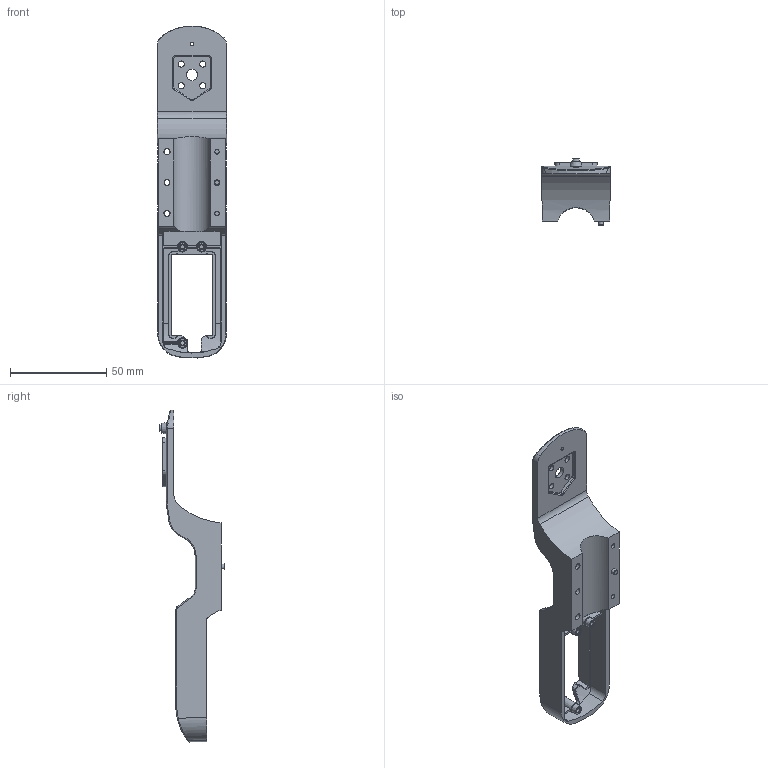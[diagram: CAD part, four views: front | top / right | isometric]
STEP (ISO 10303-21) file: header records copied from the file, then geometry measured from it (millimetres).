
FILE_DESCRIPTION(/* description */ (''),/* implementation_level */ '2;1');
FILE_NAME(/* name */ 'ASTA-BRACCIO-PROVA_1 (2).stp',/* time_stamp */ '2023-04-03T19:18:41+08:00',/* author */ ('DELL'),/* organization */ (''),/* preprocessor_version */ 'ST-DEVELOPER v17',/* originating_system */ 'Autodesk Inventor 2019',/* authorisation */ '');
FILE_SCHEMA (('AUTOMOTIVE_DESIGN { 1 0 10303 214 3 1 1 }'));
Length unit declared in the file: millimetre
Products named in the file (1): ASTA-BRACCIO-PROVA_1
Bounding box: 35.98 x 34.2 x 172.65 mm (x, y, z)
Volume: 26701.5 mm3; surface area: 23535.8 mm2
Topology: 1 solids, 1 shells, 297 faces, 783 edges, 499 vertices
Faces by surface type: plane 105, cylinder 90, cone 45, torus 33, bspline 24
Full cylindrical faces by diameter (mm): 3.2 x4, 6 x2
Entity records: 13713 total; most frequent: CARTESIAN_POINT 6332, ORIENTED_EDGE 1566, DIRECTION 1538, EDGE_CURVE 783, AXIS2_PLACEMENT_3D 599, VERTEX_POINT 499, LINE 340, VECTOR 340
